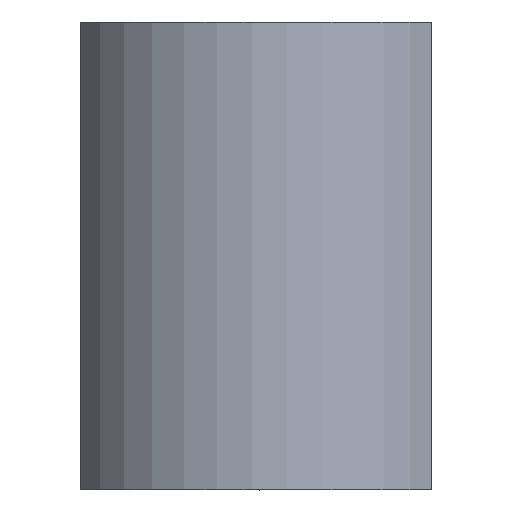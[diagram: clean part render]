
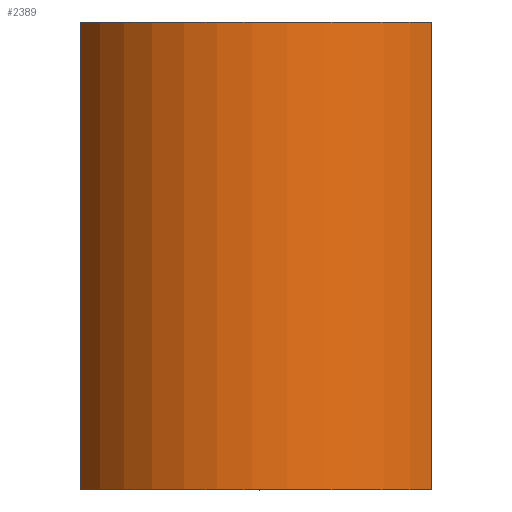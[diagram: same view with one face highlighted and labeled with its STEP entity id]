
A CAD part, left-side view. The second image highlights one B-rep face of the part: STEP entity #2389.
In plain terms, the highlighted cylindrical face has radius 5.525 mm (diameter 11.05 mm), a partial arc.
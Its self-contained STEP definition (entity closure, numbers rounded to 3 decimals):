
#283 = EDGE_CURVE ( 'NONE', #637, #4120, #538, .T. ) ;
#512 = DIRECTION ( 'NONE',  ( 0., 0., 1. ) ) ;
#538 = LINE ( 'NONE', #2910, #3103 ) ;
#637 = VERTEX_POINT ( 'NONE', #2176 ) ;
#654 = CIRCLE ( 'NONE', #3844, 5.525 ) ;
#694 = VECTOR ( 'NONE', #4056, 1000. ) ;
#874 = CARTESIAN_POINT ( 'NONE',  ( 0., 0., 0. ) ) ;
#900 = ORIENTED_EDGE ( 'NONE', *, *, #1079, .T. ) ;
#1064 = FACE_OUTER_BOUND ( 'NONE', #3047, .T. ) ;
#1079 = EDGE_CURVE ( 'NONE', #4328, #637, #3326, .T. ) ;
#1157 = EDGE_CURVE ( 'NONE', #3002, #4120, #654, .T. ) ;
#1209 = DIRECTION ( 'NONE',  ( 1., 0., 0. ) ) ;
#1409 = DIRECTION ( 'NONE',  ( 0., 0., 1. ) ) ;
#1523 = ORIENTED_EDGE ( 'NONE', *, *, #1157, .F. ) ;
#1726 = AXIS2_PLACEMENT_3D ( 'NONE', #1747, #1409, #2067 ) ;
#1747 = CARTESIAN_POINT ( 'NONE',  ( 0., 0., -12.7 ) ) ;
#2067 = DIRECTION ( 'NONE',  ( 1., 0., 0. ) ) ;
#2099 = ORIENTED_EDGE ( 'NONE', *, *, #3409, .F. ) ;
#2152 = CARTESIAN_POINT ( 'NONE',  ( -2.615, 4.867, 0. ) ) ;
#2176 = CARTESIAN_POINT ( 'NONE',  ( -2.971, -4.658, -12.7 ) ) ;
#2389 = ADVANCED_FACE ( 'NONE', ( #1064 ), #3640, .T. ) ;
#2514 = CARTESIAN_POINT ( 'NONE',  ( 0., 0., -12.7 ) ) ;
#2853 = DIRECTION ( 'NONE',  ( 1., 0., 0. ) ) ;
#2910 = CARTESIAN_POINT ( 'NONE',  ( -2.971, -4.658, -12.989 ) ) ;
#3002 = VERTEX_POINT ( 'NONE', #2152 ) ;
#3047 = EDGE_LOOP ( 'NONE', ( #3153, #1523, #2099, #900 ) ) ;
#3103 = VECTOR ( 'NONE', #3258, 1000. ) ;
#3153 = ORIENTED_EDGE ( 'NONE', *, *, #283, .T. ) ;
#3156 = AXIS2_PLACEMENT_3D ( 'NONE', #2514, #512, #2853 ) ;
#3215 = DIRECTION ( 'NONE',  ( 0., 0., 1. ) ) ;
#3258 = DIRECTION ( 'NONE',  ( 0., 0., 1. ) ) ;
#3326 = CIRCLE ( 'NONE', #3156, 5.525 ) ;
#3370 = LINE ( 'NONE', #3716, #694 ) ;
#3409 = EDGE_CURVE ( 'NONE', #4328, #3002, #3370, .T. ) ;
#3640 = CYLINDRICAL_SURFACE ( 'NONE', #1726, 5.525 ) ;
#3716 = CARTESIAN_POINT ( 'NONE',  ( -2.615, 4.867, -12.989 ) ) ;
#3727 = CARTESIAN_POINT ( 'NONE',  ( -2.971, -4.658, 0. ) ) ;
#3844 = AXIS2_PLACEMENT_3D ( 'NONE', #874, #3215, #1209 ) ;
#4056 = DIRECTION ( 'NONE',  ( 0., 0., 1. ) ) ;
#4105 = CARTESIAN_POINT ( 'NONE',  ( -2.615, 4.867, -12.7 ) ) ;
#4120 = VERTEX_POINT ( 'NONE', #3727 ) ;
#4328 = VERTEX_POINT ( 'NONE', #4105 ) ;
